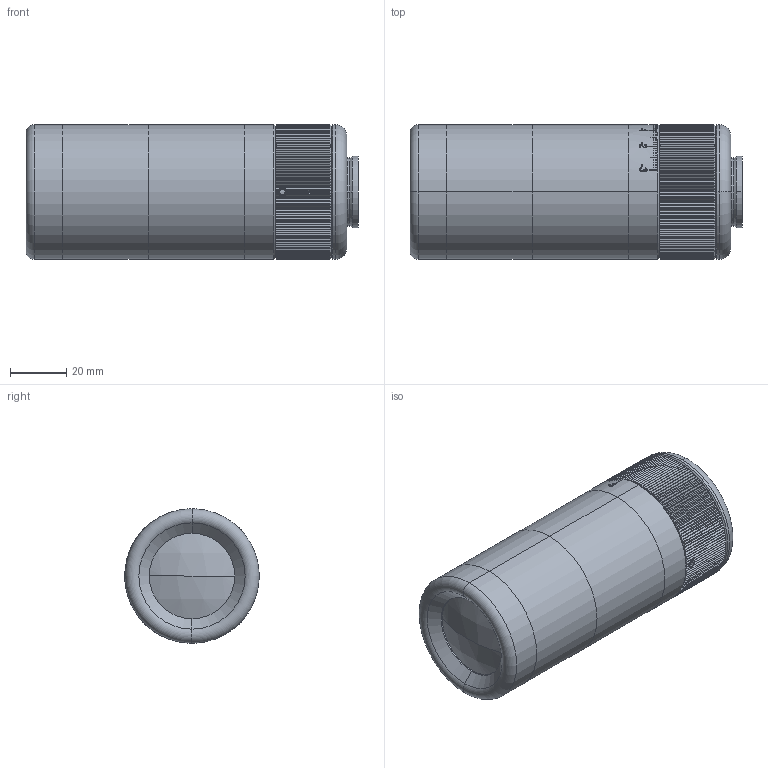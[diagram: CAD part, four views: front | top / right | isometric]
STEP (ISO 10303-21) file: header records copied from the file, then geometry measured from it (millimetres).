
FILE_DESCRIPTION (( 'STEP AP203' ), '1' );
FILE_NAME ('S5LPJ0303_02.STEP', '2014-10-28T05:49:53', ( 'poweredge' ), ( 'Hewlett-Packard Company' ), 'SwSTEP 2.0', 'SolidWorks 2014', '' );
FILE_SCHEMA (( 'CONFIG_CONTROL_DESIGN' ));
Length unit declared in the file: millimetre
Products named in the file (1): S5LPJ0303_02
Bounding box: 118.53 x 48 x 48 mm (x, y, z)
Surface area: 27824.4 mm2 (no closed solid volume)
Topology: 0 solids, 57 shells, 1092 faces, 3350 edges, 2194 vertices
Faces by surface type: plane 434, cone 312, cylinder 296, bspline 38, torus 10, sphere 2
Entity records: 44432 total; most frequent: CARTESIAN_POINT 16735, DIRECTION 5514, ORIENTED_EDGE 5298, EDGE_CURVE 3350, VERTEX_POINT 2194, AXIS2_PLACEMENT_3D 2184, EDGE_LOOP 1175, LINE 1146
